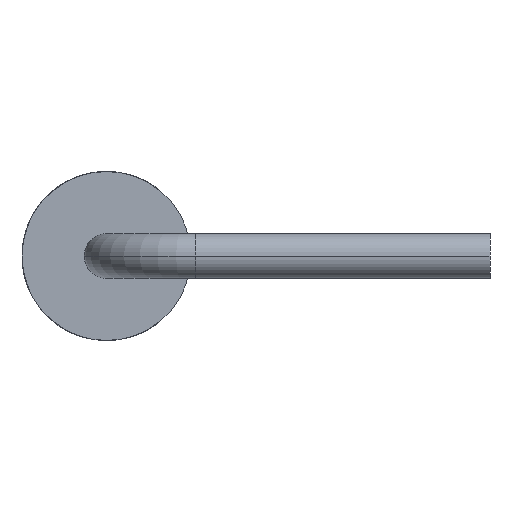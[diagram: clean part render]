
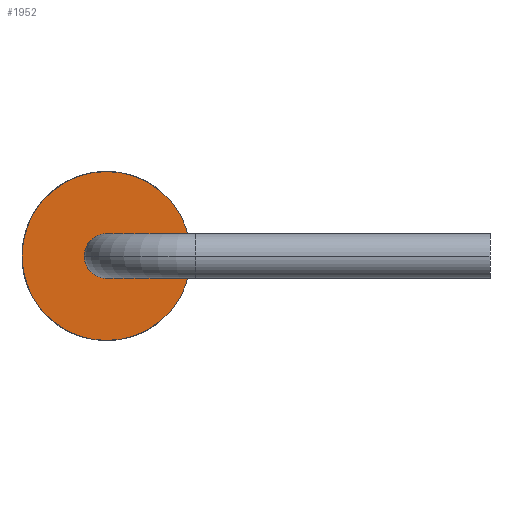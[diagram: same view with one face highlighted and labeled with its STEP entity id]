
A CAD part, left-side view. The second image highlights one B-rep face of the part: STEP entity #1952.
In plain terms, the highlighted planar face has unit normal (-1, 0, 0).
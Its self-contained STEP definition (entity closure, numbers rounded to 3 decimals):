
#69 = VERTEX_POINT ( 'NONE', #2543 ) ;
#156 = AXIS2_PLACEMENT_3D ( 'NONE', #2004, #3042, #4243 ) ;
#180 = VERTEX_POINT ( 'NONE', #3529 ) ;
#277 = EDGE_LOOP ( 'NONE', ( #4228, #4183 ) ) ;
#391 = CIRCLE ( 'NONE', #156, 1.3 ) ;
#516 = DIRECTION ( 'NONE',  ( 1., 0., 0. ) ) ;
#644 = CARTESIAN_POINT ( 'NONE',  ( 4.235, 3.3, 0. ) ) ;
#791 = DIRECTION ( 'NONE',  ( 0., 0., -1. ) ) ;
#853 = EDGE_CURVE ( 'NONE', #69, #3878, #1443, .T. ) ;
#1244 = EDGE_CURVE ( 'NONE', #180, #3437, #2278, .T. ) ;
#1382 = DIRECTION ( 'NONE',  ( 1., 0., 0. ) ) ;
#1443 = CIRCLE ( 'NONE', #3598, 0.343 ) ;
#1609 = FACE_OUTER_BOUND ( 'NONE', #3753, .T. ) ;
#1682 = FACE_BOUND ( 'NONE', #277, .T. ) ;
#1911 = CARTESIAN_POINT ( 'NONE',  ( 4.235, 3.3, 0. ) ) ;
#1952 = ADVANCED_FACE ( 'NONE', ( #1682, #1609 ), #4588, .F. ) ;
#2004 = CARTESIAN_POINT ( 'NONE',  ( 4.235, 3.3, 0. ) ) ;
#2130 = DIRECTION ( 'NONE',  ( 0., 0., -1. ) ) ;
#2247 = AXIS2_PLACEMENT_3D ( 'NONE', #4452, #2686, #2271 ) ;
#2271 = DIRECTION ( 'NONE',  ( 0., 0., -1. ) ) ;
#2278 = CIRCLE ( 'NONE', #3439, 1.3 ) ;
#2359 = CARTESIAN_POINT ( 'NONE',  ( 4.235, 3.643, 0. ) ) ;
#2543 = CARTESIAN_POINT ( 'NONE',  ( 4.235, 2.957, 0. ) ) ;
#2686 = DIRECTION ( 'NONE',  ( -1., 0., 0. ) ) ;
#2695 = ORIENTED_EDGE ( 'NONE', *, *, #3261, .F. ) ;
#3042 = DIRECTION ( 'NONE',  ( 1., 0., 0. ) ) ;
#3052 = ORIENTED_EDGE ( 'NONE', *, *, #1244, .F. ) ;
#3261 = EDGE_CURVE ( 'NONE', #3437, #180, #391, .T. ) ;
#3437 = VERTEX_POINT ( 'NONE', #3525 ) ;
#3439 = AXIS2_PLACEMENT_3D ( 'NONE', #644, #1382, #2130 ) ;
#3525 = CARTESIAN_POINT ( 'NONE',  ( 4.235, 3.3, 1.3 ) ) ;
#3529 = CARTESIAN_POINT ( 'NONE',  ( 4.235, 3.3, -1.3 ) ) ;
#3598 = AXIS2_PLACEMENT_3D ( 'NONE', #1911, #3762, #4488 ) ;
#3612 = AXIS2_PLACEMENT_3D ( 'NONE', #3763, #516, #791 ) ;
#3753 = EDGE_LOOP ( 'NONE', ( #2695, #3052 ) ) ;
#3762 = DIRECTION ( 'NONE',  ( -1., 0., 0. ) ) ;
#3763 = CARTESIAN_POINT ( 'NONE',  ( 4.235, 3.3, 0. ) ) ;
#3878 = VERTEX_POINT ( 'NONE', #2359 ) ;
#4183 = ORIENTED_EDGE ( 'NONE', *, *, #4230, .F. ) ;
#4228 = ORIENTED_EDGE ( 'NONE', *, *, #853, .F. ) ;
#4230 = EDGE_CURVE ( 'NONE', #3878, #69, #4391, .T. ) ;
#4243 = DIRECTION ( 'NONE',  ( 0., 0., -1. ) ) ;
#4391 = CIRCLE ( 'NONE', #2247, 0.343 ) ;
#4452 = CARTESIAN_POINT ( 'NONE',  ( 4.235, 3.3, 0. ) ) ;
#4488 = DIRECTION ( 'NONE',  ( 0., 0., -1. ) ) ;
#4588 = PLANE ( 'NONE',  #3612 ) ;
